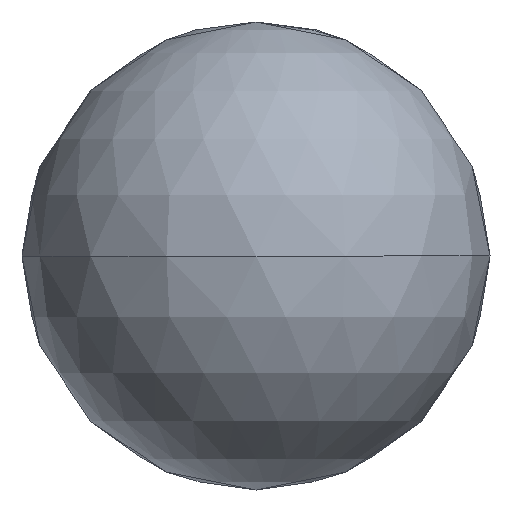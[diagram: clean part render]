
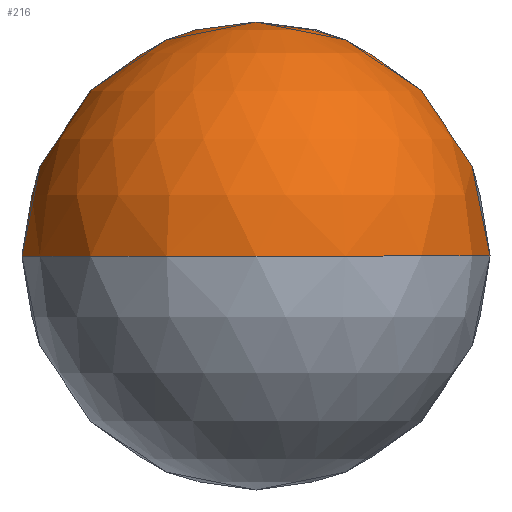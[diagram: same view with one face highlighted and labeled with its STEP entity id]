
A CAD part, front view. The second image highlights one B-rep face of the part: STEP entity #216.
In plain terms, the highlighted spherical face has radius 2.5 mm.
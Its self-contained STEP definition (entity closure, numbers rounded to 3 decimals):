
#19 = CIRCLE ( 'NONE', #358, 2.5 ) ;
#34 = CARTESIAN_POINT ( 'NONE',  ( 0., 0., 0. ) ) ;
#35 = EDGE_CURVE ( 'NONE', #155, #312, #319, .T. ) ;
#37 = CARTESIAN_POINT ( 'NONE',  ( 0., 0., 0. ) ) ;
#65 = AXIS2_PLACEMENT_3D ( 'NONE', #374, #213, #183 ) ;
#69 = DIRECTION ( 'NONE',  ( 0., 1., 0. ) ) ;
#70 = AXIS2_PLACEMENT_3D ( 'NONE', #37, #69, #185 ) ;
#94 = EDGE_LOOP ( 'NONE', ( #399, #407, #348, #127 ) ) ;
#98 = AXIS2_PLACEMENT_3D ( 'NONE', #34, #393, #347 ) ;
#100 = DIRECTION ( 'NONE',  ( 0., 1., 0. ) ) ;
#103 = EDGE_CURVE ( 'NONE', #155, #125, #19, .T. ) ;
#120 = CARTESIAN_POINT ( 'NONE',  ( 0., -2.5, 0. ) ) ;
#122 = VERTEX_POINT ( 'NONE', #386 ) ;
#125 = VERTEX_POINT ( 'NONE', #425 ) ;
#127 = ORIENTED_EDGE ( 'NONE', *, *, #136, .F. ) ;
#136 = EDGE_CURVE ( 'NONE', #312, #122, #171, .T. ) ;
#137 = DIRECTION ( 'NONE',  ( 0., 0., 1. ) ) ;
#155 = VERTEX_POINT ( 'NONE', #120 ) ;
#171 = CIRCLE ( 'NONE', #70, 2.5 ) ;
#183 = DIRECTION ( 'NONE',  ( -1., 0., 0. ) ) ;
#185 = DIRECTION ( 'NONE',  ( 0., 0., 1. ) ) ;
#213 = DIRECTION ( 'NONE',  ( 0., 0., -1. ) ) ;
#214 = CARTESIAN_POINT ( 'NONE',  ( 0., 0., 0. ) ) ;
#216 = ADVANCED_FACE ( 'NONE', ( #225 ), #423, .T. ) ;
#221 = DIRECTION ( 'NONE',  ( 1., 0., 0. ) ) ;
#225 = FACE_OUTER_BOUND ( 'NONE', #94, .T. ) ;
#262 = CARTESIAN_POINT ( 'NONE',  ( 0., 0., 0. ) ) ;
#285 = CARTESIAN_POINT ( 'NONE',  ( -2.5, 0., 0. ) ) ;
#305 = AXIS2_PLACEMENT_3D ( 'NONE', #214, #100, #340 ) ;
#312 = VERTEX_POINT ( 'NONE', #285 ) ;
#319 = CIRCLE ( 'NONE', #65, 2.5 ) ;
#335 = CIRCLE ( 'NONE', #305, 2.5 ) ;
#340 = DIRECTION ( 'NONE',  ( 0., 0., 1. ) ) ;
#347 = DIRECTION ( 'NONE',  ( -1., 0., 0. ) ) ;
#348 = ORIENTED_EDGE ( 'NONE', *, *, #373, .F. ) ;
#358 = AXIS2_PLACEMENT_3D ( 'NONE', #262, #137, #221 ) ;
#373 = EDGE_CURVE ( 'NONE', #122, #125, #335, .T. ) ;
#374 = CARTESIAN_POINT ( 'NONE',  ( 0., 0., 0. ) ) ;
#386 = CARTESIAN_POINT ( 'NONE',  ( 0., 0., 2.5 ) ) ;
#393 = DIRECTION ( 'NONE',  ( 0., 0., 1. ) ) ;
#399 = ORIENTED_EDGE ( 'NONE', *, *, #35, .F. ) ;
#407 = ORIENTED_EDGE ( 'NONE', *, *, #103, .T. ) ;
#423 = SPHERICAL_SURFACE ( 'NONE', #98, 2.5 ) ;
#425 = CARTESIAN_POINT ( 'NONE',  ( 2.5, 0., 0. ) ) ;
